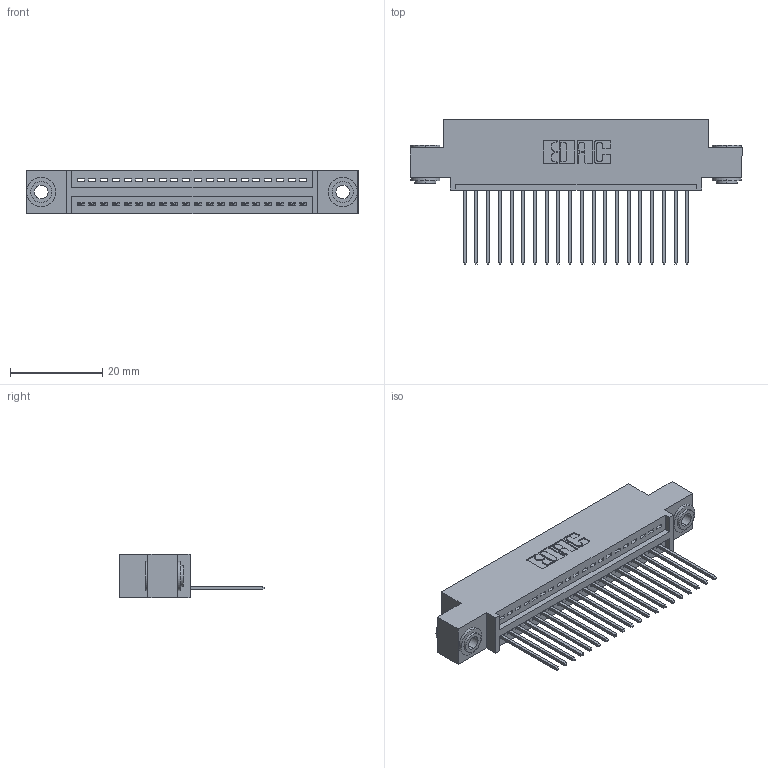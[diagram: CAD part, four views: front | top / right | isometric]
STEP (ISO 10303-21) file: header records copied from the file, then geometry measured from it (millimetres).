
FILE_DESCRIPTION (( 'STEP AP203' ), '1' );
FILE_NAME ('395-020-542-403.STEP', '2019-10-17T19:09:11', ( '' ), ( '' ), 'SwSTEP 2.0', 'SolidWorks 2016', '' );
FILE_SCHEMA (( 'CONFIG_CONTROL_DESIGN' ));
Length unit declared in the file: inch
Products named in the file (4): 345-292-001_345-293-142; 345 Part_0.110 Offset - 0.156 Dia-TH; 345-250-002_345-250-002-102; 395-020-542-403
Assembly tree (23 placements, depth 2):
  395-020-542-403
    345 Part_0.110 Offset - 0.156 Dia-TH
    345-292-001_345-293-142  x20
    345-250-002_345-250-002-102  x2
Bounding box: 72.01 x 31.29 x 9.4 mm (x, y, z)
Volume: 6649.8 mm3; surface area: 9115.8 mm2
Topology: 23 solids, 23 shells, 1328 faces, 3949 edges, 2602 vertices
Faces by surface type: plane 894, cylinder 426, cone 8
Entity records: 18814 total; most frequent: CARTESIAN_POINT 3239, ORIENTED_EDGE 3186, DIRECTION 2891, EDGE_CURVE 1593, VECTOR 1357, LINE 1357, VERTEX_POINT 1058, AXIS2_PLACEMENT_3D 767
